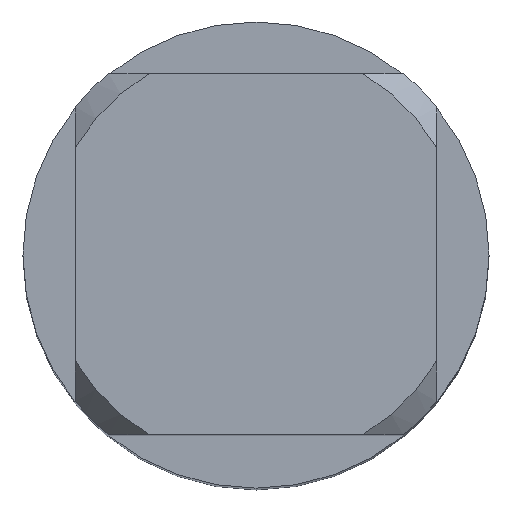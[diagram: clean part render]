
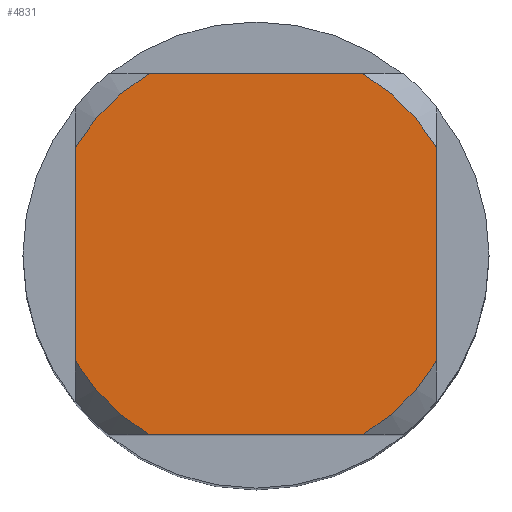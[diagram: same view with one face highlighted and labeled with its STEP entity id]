
A CAD part, top view. The second image highlights one B-rep face of the part: STEP entity #4831.
In plain terms, the highlighted planar face has unit normal (0, 0, 1).
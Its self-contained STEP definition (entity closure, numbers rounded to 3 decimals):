
#2247=EDGE_CURVE('',#2693,#5499,#6611,.T.);
#2307=EDGE_CURVE('',#4237,#5991,#6679,.T.);
#2665=VERTEX_POINT('',#7060);
#2693=VERTEX_POINT('',#7088);
#2735=VERTEX_POINT('',#7133);
#2817=EDGE_CURVE('',#2693,#3627,#7227,.T.);
#3627=VERTEX_POINT('',#8097);
#3941=EDGE_CURVE('',#2665,#5991,#8435,.T.);
#4237=VERTEX_POINT('',#8769);
#4307=EDGE_CURVE('',#4237,#2735,#8846,.T.);
#4521=EDGE_CURVE('',#6285,#2735,#9079,.T.);
#4831=ADVANCED_FACE('',(#9425),#9426,.T.);
#5003=EDGE_CURVE('',#2665,#3627,#9617,.T.);
#5439=EDGE_CURVE('',#6285,#5499,#10100,.T.);
#5499=VERTEX_POINT('',#10166);
#5991=VERTEX_POINT('',#10694);
#6285=VERTEX_POINT('',#11017);
#6611=CIRCLE('',#11387,3.6);
#6679=CIRCLE('',#11507,3.6);
#7060=CARTESIAN_POINT('',(-3.1,1.83,0.0));
#7088=CARTESIAN_POINT('',(1.83,3.1,0.0));
#7133=CARTESIAN_POINT('',(1.83,-3.1,0.0));
#7227=LINE('',#12473,#12474);
#8097=CARTESIAN_POINT('',(-1.83,3.1,0.0));
#8435=LINE('',#14692,#14693);
#8769=CARTESIAN_POINT('',(-1.83,-3.1,0.0));
#8846=LINE('',#15367,#15368);
#9079=CIRCLE('',#15758,3.6);
#9425=FACE_OUTER_BOUND('',#16371,.T.);
#9426=PLANE('',#16372);
#9617=CIRCLE('',#16728,3.6);
#10100=LINE('',#17498,#17499);
#10166=CARTESIAN_POINT('',(3.1,1.83,0.0));
#10694=CARTESIAN_POINT('',(-3.1,-1.83,0.0));
#11017=CARTESIAN_POINT('',(3.1,-1.83,0.0));
#11387=AXIS2_PLACEMENT_3D('',#19655,#19656,#19657);
#11507=AXIS2_PLACEMENT_3D('',#19733,#19734,#19735);
#12473=CARTESIAN_POINT('',(0.0,3.1,0.0));
#12474=VECTOR('',#20241,1.0);
#14692=CARTESIAN_POINT('',(-3.1,0.9,0.0));
#14693=VECTOR('',#21488,1.0);
#15367=CARTESIAN_POINT('',(0.0,-3.1,0.0));
#15368=VECTOR('',#22134,1.0);
#15758=AXIS2_PLACEMENT_3D('',#22380,#22381,#22382);
#16371=EDGE_LOOP('',(#22892,#22893,#22894,#22895,#22896,#22897,#22898,#22899));
#16372=AXIS2_PLACEMENT_3D('',#22900,#22901,#22902);
#16728=AXIS2_PLACEMENT_3D('',#23105,#23106,#23107);
#17498=CARTESIAN_POINT('',(3.1,0.9,0.0));
#17499=VECTOR('',#23686,1.0);
#19655=CARTESIAN_POINT('',(0.0,0.0,0.0));
#19656=DIRECTION('',(0.0,0.0,-1.0));
#19657=DIRECTION('',(0.0,1.0,0.0));
#19733=CARTESIAN_POINT('',(0.0,0.0,0.0));
#19734=DIRECTION('',(0.0,0.0,-1.0));
#19735=DIRECTION('',(0.0,1.0,0.0));
#20241=DIRECTION('',(-1.0,0.0,0.0));
#21488=DIRECTION('',(-0.0,-1.0,0.0));
#22134=DIRECTION('',(1.0,0.0,0.0));
#22380=CARTESIAN_POINT('',(0.0,0.0,0.0));
#22381=DIRECTION('',(0.0,0.0,-1.0));
#22382=DIRECTION('',(0.0,1.0,0.0));
#22892=ORIENTED_EDGE('',*,*,#3941,.T.);
#22893=ORIENTED_EDGE('',*,*,#2307,.F.);
#22894=ORIENTED_EDGE('',*,*,#4307,.T.);
#22895=ORIENTED_EDGE('',*,*,#4521,.F.);
#22896=ORIENTED_EDGE('',*,*,#5439,.T.);
#22897=ORIENTED_EDGE('',*,*,#2247,.F.);
#22898=ORIENTED_EDGE('',*,*,#2817,.T.);
#22899=ORIENTED_EDGE('',*,*,#5003,.F.);
#22900=CARTESIAN_POINT('',(0.0,1.8,0.0));
#22901=DIRECTION('',(-0.0,0.0,1.0));
#22902=DIRECTION('',(0.0,-1.0,0.0));
#23105=CARTESIAN_POINT('',(0.0,0.0,0.0));
#23106=DIRECTION('',(0.0,0.0,-1.0));
#23107=DIRECTION('',(0.0,1.0,0.0));
#23686=DIRECTION('',(-0.0,1.0,0.0));
